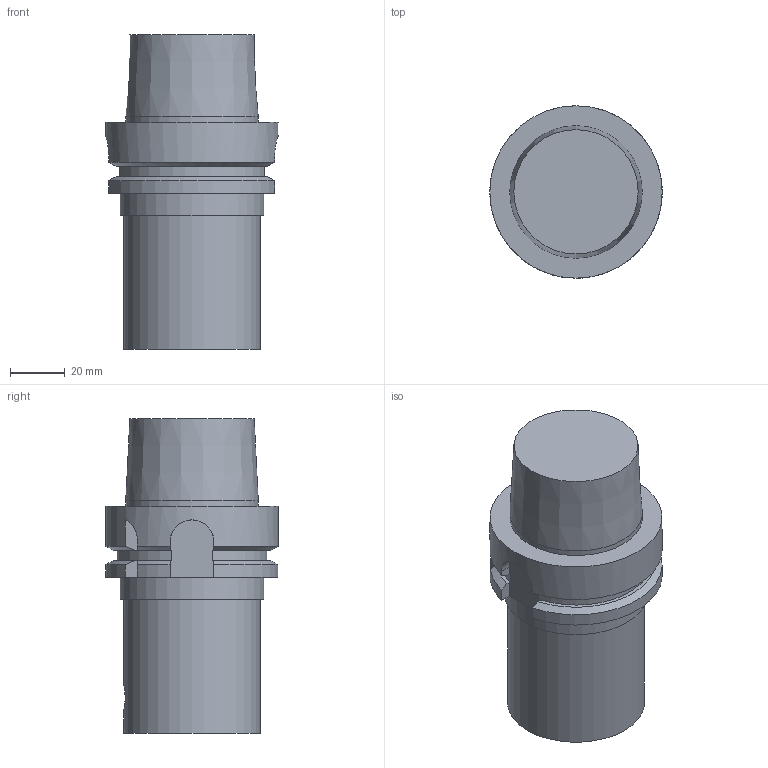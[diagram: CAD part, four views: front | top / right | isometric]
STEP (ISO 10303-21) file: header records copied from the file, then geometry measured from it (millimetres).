
FILE_DESCRIPTION((''),'1');
FILE_NAME('HSK-A63-CKB5-83.stp','2023-12-19T01:11:18',(''),(''),'Spatial Interop R21 SP3','Kubotek KeyCreator 2011 V10.0.2 (22737)',' ');
FILE_SCHEMA(('automotive_design'));
Length unit declared in the file: millimetre
Products named in the file (1): 240[2]
Bounding box: 63 x 63 x 115 mm (x, y, z)
Volume: 224419 mm3; surface area: 28696.6 mm2
Topology: 1 solids, 1 shells, 48 faces, 124 edges, 83 vertices
Faces by surface type: plane 26, cylinder 15, cone 7
Full cylindrical faces by diameter (mm): 10.3 x1, 28 x1, 48.43 x1, 50 x1, 52.6 x1, 63 x1
Entity records: 2770 total; most frequent: CARTESIAN_POINT 456, ORIENTED_EDGE 232, DIRECTION 230, PRESENTATION_STYLE_ASSIGNMENT 214, COLOUR_RGB 214, STYLED_ITEM 165, CURVE_STYLE 165, DRAUGHTING_PRE_DEFINED_CURVE_FONT 165
